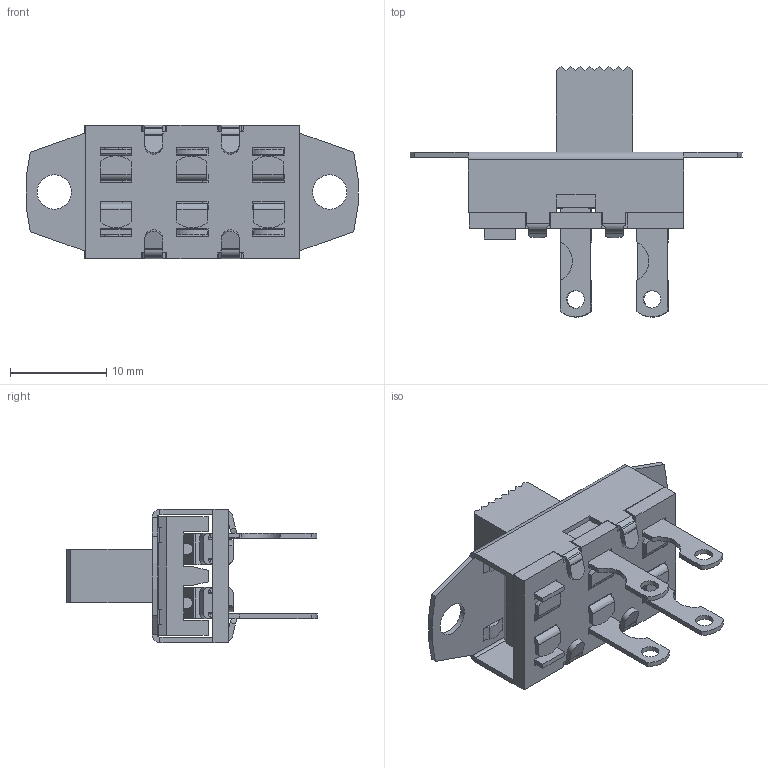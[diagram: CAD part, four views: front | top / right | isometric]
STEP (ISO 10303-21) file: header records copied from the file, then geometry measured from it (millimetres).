
FILE_DESCRIPTION((''),'2;1');
FILE_NAME('GF-325-0000_3D MODEL.stp','2015-12-03T08:37:37',('dwiltbank'),(''),'Autodesk Inventor 2011','Autodesk Inventor 2011','');
FILE_SCHEMA(('AUTOMOTIVE_DESIGN { 1 0 10303 214 1 1 1 1 }'));
Length unit declared in the file: inch
Products named in the file (1): GF-325-0000_Shrinkwrap_2
Bounding box: 34.43 x 25.93 x 13.84 mm (x, y, z)
Surface area: 4480.3 mm2 (no closed solid volume)
Topology: 0 solids, 13 shells, 679 faces, 1791 edges, 1138 vertices
Faces by surface type: plane 491, cylinder 168, sphere 12, bspline 8
Full cylindrical faces by diameter (mm): 1.397 x4, 1.727 x4, 1.829 x4, 3.556 x2
Entity records: 21580 total; most frequent: CARTESIAN_POINT 3751, DIRECTION 3533, ORIENTED_EDGE 3530, EDGE_CURVE 1765, VECTOR 1309, LINE 1309, VERTEX_POINT 1138, AXIS2_PLACEMENT_3D 1112
